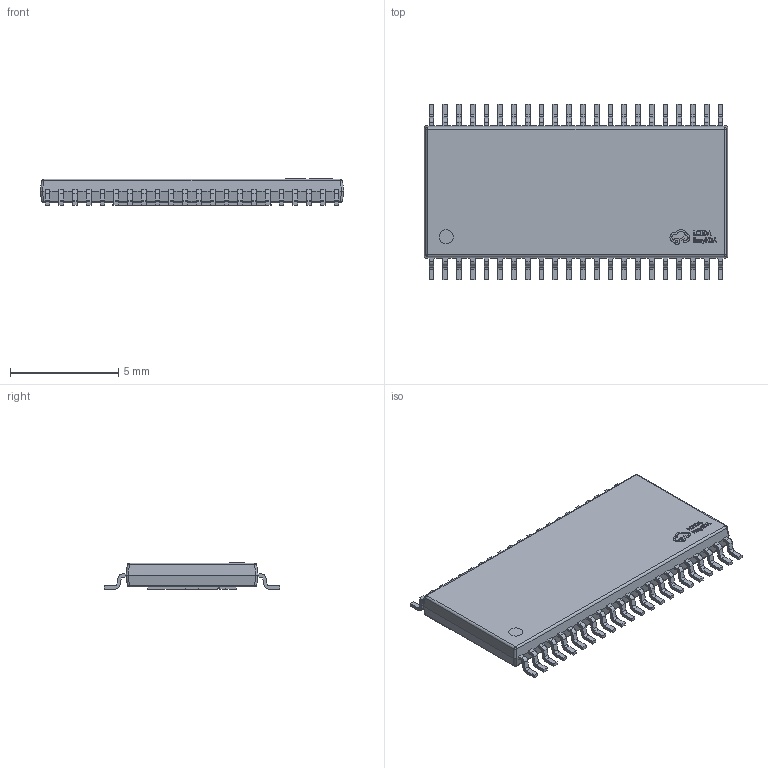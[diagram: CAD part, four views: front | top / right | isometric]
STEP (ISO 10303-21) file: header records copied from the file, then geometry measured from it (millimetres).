
FILE_DESCRIPTION (( 'STEP AP214' ), '1' );
FILE_NAME ('HTSSOP-44_L14.0-W6.1-P0.64-LS8.1-BL-EP-1.STEP', '2023-05-01T02:42:17', ( '' ), ( '' ), 'SwSTEP 2.0', 'SolidWorks 2020', '' );
FILE_SCHEMA (( 'AUTOMOTIVE_DESIGN' ));
Length unit declared in the file: millimetre
Products named in the file (1): HTSSOP-44_L14.0-W6.1-P0.64-LS8.1-BL-EP-1
Bounding box: 14 x 8.1 x 1.21 mm (x, y, z)
Volume: 97 mm3; surface area: 254 mm2
Topology: 1 solids, 1 shells, 853 faces, 2458 edges, 1628 vertices
Faces by surface type: plane 554, cylinder 193, bspline 98, sphere 8
Full cylindrical faces by diameter (mm): 0.651 x1
Entity records: 37738 total; most frequent: CARTESIAN_POINT 6257, ORIENTED_EDGE 4914, DIRECTION 4143, EDGE_CURVE 2457, VECTOR 1875, LINE 1875, VERTEX_POINT 1628, AXIS2_PLACEMENT_3D 1134
